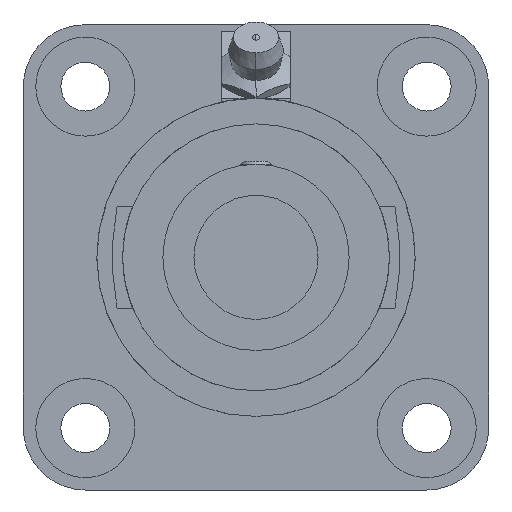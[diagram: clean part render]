
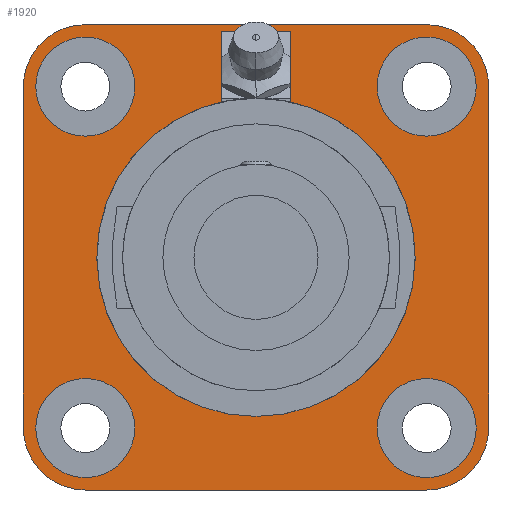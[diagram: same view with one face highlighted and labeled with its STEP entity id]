
A CAD part, front view. The second image highlights one B-rep face of the part: STEP entity #1920.
In plain terms, the highlighted planar face has unit normal (0, -1, 0).
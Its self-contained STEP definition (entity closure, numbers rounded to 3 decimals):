
#1239=CARTESIAN_POINT('POINT90',(24.785,-10.16,34.925));
#1240=VERTEX_POINT('VERTEX90',#1239);
#1248=CARTESIAN_POINT('POINT91',(45.065,-10.16,34.925));
#1249=VERTEX_POINT('VERTEX91',#1248);
#1256=CARTESIAN_POINT('POS116',(34.925,-10.16,34.925));
#1257=DIRECTION('DIR182',(0.,1.,
   0.));
#1258=DIRECTION('DIR183',(-1.,0.,0.));
#1259=AXIS2_PLACEMENT_3D('AXIS67',#1256,#1257,#1258);
#1260=CIRCLE('ELLIPSE38',#1259,10.14);
#1261=EDGE_CURVE('EDGE125',#1240,#1249,#1260,.T.);
#1272=EDGE_CURVE('EDGE126',#1249,#1240,#1260,.T.);
#1279=CARTESIAN_POINT('POINT92',(34.925,-10.16,-24.785));
#1280=VERTEX_POINT('VERTEX92',#1279);
#1288=CARTESIAN_POINT('POINT93',(34.925,-10.16,-45.065));
#1289=VERTEX_POINT('VERTEX93',#1288);
#1296=CARTESIAN_POINT('POS120',(34.925,-10.16,-34.925));
#1297=DIRECTION('DIR188',(0.,1.,
   0.));
#1298=DIRECTION('DIR189',(0.,0.,1.));
#1299=AXIS2_PLACEMENT_3D('AXIS69',#1296,#1297,#1298);
#1300=CIRCLE('ELLIPSE39',#1299,10.14);
#1301=EDGE_CURVE('EDGE129',#1280,#1289,#1300,.T.);
#1312=EDGE_CURVE('EDGE130',#1289,#1280,#1300,.T.);
#1319=CARTESIAN_POINT('POINT94',(-24.785,-10.16,-34.925))
   ;
#1320=VERTEX_POINT('VERTEX94',#1319);
#1328=CARTESIAN_POINT('POINT95',(-45.065,-10.16,-34.925))
   ;
#1329=VERTEX_POINT('VERTEX95',#1328);
#1336=CARTESIAN_POINT('POS124',(-34.925,-10.16,-34.925));
#1337=DIRECTION('DIR194',(0.,1.,
   0.));
#1338=DIRECTION('DIR195',(1.,0.,0.));
#1339=AXIS2_PLACEMENT_3D('AXIS71',#1336,#1337,#1338);
#1340=CIRCLE('ELLIPSE40',#1339,10.14);
#1341=EDGE_CURVE('EDGE133',#1320,#1329,#1340,.T.);
#1352=EDGE_CURVE('EDGE134',#1329,#1320,#1340,.T.);
#1359=CARTESIAN_POINT('POINT96',(-34.925,-10.16,24.785));
#1360=VERTEX_POINT('VERTEX96',#1359);
#1368=CARTESIAN_POINT('POINT97',(-34.925,-10.16,45.065));
#1369=VERTEX_POINT('VERTEX97',#1368);
#1376=CARTESIAN_POINT('POS128',(-34.925,-10.16,34.925));
#1377=DIRECTION('DIR200',(0.,1.,
   0.));
#1378=DIRECTION('DIR201',(0.,0.,-1.));
#1379=AXIS2_PLACEMENT_3D('AXIS73',#1376,#1377,#1378);
#1380=CIRCLE('ELLIPSE41',#1379,10.14);
#1381=EDGE_CURVE('EDGE137',#1360,#1369,#1380,.T.);
#1392=EDGE_CURVE('EDGE138',#1369,#1360,#1380,.T.);
#1400=CARTESIAN_POINT('POINT98',(6.985,-10.16,46.172));
#1401=VERTEX_POINT('VERTEX98',#1400);
#1404=CARTESIAN_POINT('POINT99',(-6.985,-10.16,46.172));
#1405=VERTEX_POINT('VERTEX99',#1404);
#1406=CARTESIAN_POINT('POS130',(-3.493,-10.16,46.172));
#1407=DIRECTION('DIR204',(1.,0.,
   0.));
#1408=VECTOR('VEC56',#1407,25.4);
#1409=LINE('STRAIGHT56',#1406,#1408);
#1410=EDGE_CURVE('EDGE140',#1405,#1401,#1409,.T.);
#1422=CARTESIAN_POINT('POINT100',(-34.925,-10.16,47.6));
#1423=VERTEX_POINT('VERTEX100',#1422);
#1424=CARTESIAN_POINT('POINT101',(34.925,-10.16,47.6));
#1425=VERTEX_POINT('VERTEX101',#1424);
#1426=CARTESIAN_POINT('POS131',(-34.925,-10.16,47.6));
#1427=DIRECTION('DIR205',(1.,0.,0.));
#1428=VECTOR('VEC57',#1427,1.);
#1429=LINE('STRAIGHT57',#1426,#1428);
#1430=EDGE_CURVE('EDGE142',#1423,#1425,#1429,.T.);
#1453=CARTESIAN_POINT('POINT102',(47.6,-10.16,34.925));
#1454=VERTEX_POINT('VERTEX102',#1453);
#1455=CARTESIAN_POINT('POS135',(34.925,-10.16,34.925));
#1456=DIRECTION('DIR210',(0.,1.,
   0.));
#1457=DIRECTION('DIR211',(0.,0.,
   1.));
#1458=AXIS2_PLACEMENT_3D('AXIS76',#1455,#1456,#1457);
#1459=CIRCLE('ELLIPSE42',#1458,12.675);
#1460=EDGE_CURVE('EDGE145',#1425,#1454,#1459,.T.);
#1478=CARTESIAN_POINT('POINT103',(47.6,-10.16,-34.925));
#1479=VERTEX_POINT('VERTEX103',#1478);
#1480=CARTESIAN_POINT('POS138',(47.6,-10.16,34.925));
#1481=DIRECTION('DIR215',(0.,0.,
   -1.));
#1482=VECTOR('VEC61',#1481,1.);
#1483=LINE('STRAIGHT61',#1480,#1482);
#1484=EDGE_CURVE('EDGE147',#1454,#1479,#1483,.T.);
#1502=CARTESIAN_POINT('POINT104',(34.925,-10.16,-47.6));
#1503=VERTEX_POINT('VERTEX104',#1502);
#1504=CARTESIAN_POINT('POS141',(34.925,-10.16,-34.925));
#1505=DIRECTION('DIR219',(0.,1.,
   0.));
#1506=DIRECTION('DIR220',(1.,0.,
   0.));
#1507=AXIS2_PLACEMENT_3D('AXIS79',#1504,#1505,#1506);
#1508=CIRCLE('ELLIPSE43',#1507,12.675);
#1509=EDGE_CURVE('EDGE149',#1479,#1503,#1508,.T.);
#1527=CARTESIAN_POINT('POINT105',(-34.925,-10.16,-47.6));
#1528=VERTEX_POINT('VERTEX105',#1527);
#1529=CARTESIAN_POINT('POS144',(34.925,-10.16,-47.6));
#1530=DIRECTION('DIR224',(-1.,0.,
   0.));
#1531=VECTOR('VEC64',#1530,1.);
#1532=LINE('STRAIGHT64',#1529,#1531);
#1533=EDGE_CURVE('EDGE151',#1503,#1528,#1532,.T.);
#1551=CARTESIAN_POINT('POINT106',(-47.6,-10.16,-34.925));
#1552=VERTEX_POINT('VERTEX106',#1551);
#1553=CARTESIAN_POINT('POS147',(-34.925,-10.16,-34.925));
#1554=DIRECTION('DIR228',(0.,1.,
   0.));
#1555=DIRECTION('DIR229',(0.,0.,
   -1.));
#1556=AXIS2_PLACEMENT_3D('AXIS82',#1553,#1554,#1555);
#1557=CIRCLE('ELLIPSE44',#1556,12.675);
#1558=EDGE_CURVE('EDGE153',#1528,#1552,#1557,.T.);
#1576=CARTESIAN_POINT('POINT107',(-47.6,-10.16,34.925));
#1577=VERTEX_POINT('VERTEX107',#1576);
#1578=CARTESIAN_POINT('POS150',(-47.6,-10.16,
   0.));
#1579=DIRECTION('DIR233',(0.,0.,
   1.));
#1580=VECTOR('VEC67',#1579,1.);
#1581=LINE('STRAIGHT67',#1578,#1580);
#1582=EDGE_CURVE('EDGE155',#1552,#1577,#1581,.T.);
#1600=CARTESIAN_POINT('POS153',(-34.925,-10.16,34.925));
#1601=DIRECTION('DIR237',(0.,1.,
   0.));
#1602=DIRECTION('DIR238',(-1.,0.,0.));
#1603=AXIS2_PLACEMENT_3D('AXIS85',#1600,#1601,#1602);
#1604=CIRCLE('ELLIPSE45',#1603,12.675);
#1605=EDGE_CURVE('EDGE157',#1577,#1423,#1604,.T.);
#1629=CARTESIAN_POINT('POINT108',(-6.985,-10.16,
   31.792));
#1630=VERTEX_POINT('VERTEX108',#1629);
#1631=CARTESIAN_POINT('POS156',(-6.985,-10.16,
   10.517));
#1632=DIRECTION('DIR242',(0.,0.,1.));
#1633=VECTOR('VEC70',#1632,25.4);
#1634=LINE('STRAIGHT70',#1631,#1633);
#1635=EDGE_CURVE('EDGE159',#1630,#1405,#1634,.T.);
#1850=CARTESIAN_POINT('POINT120',(6.985,-10.16,
   31.792));
#1851=VERTEX_POINT('VERTEX120',#1850);
#1858=CARTESIAN_POINT('POS174',(6.985,-10.16,
   10.517));
#1859=DIRECTION('DIR270',(0.,0.,-1.));
#1860=VECTOR('VEC78',#1859,25.4);
#1861=LINE('STRAIGHT78',#1858,#1860);
#1862=EDGE_CURVE('EDGE181',#1401,#1851,#1861,.T.);
#1873=ORIENTED_EDGE('COEDGE334',*,*,#1605,.F.);
#1874=ORIENTED_EDGE('COEDGE335',*,*,#1582,.F.);
#1875=ORIENTED_EDGE('COEDGE336',*,*,#1558,.F.);
#1876=ORIENTED_EDGE('COEDGE337',*,*,#1533,.F.);
#1877=ORIENTED_EDGE('COEDGE338',*,*,#1509,.F.);
#1878=ORIENTED_EDGE('COEDGE339',*,*,#1484,.F.);
#1879=ORIENTED_EDGE('COEDGE340',*,*,#1460,.F.);
#1880=ORIENTED_EDGE('COEDGE341',*,*,#1430,.F.);
#1881=EDGE_LOOP('NONE',(#1873,#1874,#1875,#1876,#1877,#1878,#1879,#1880)
   );
#1882=FACE_BOUND('LOOP1',#1881,.T.);
#1883=CARTESIAN_POINT('POINT121',(0.,-10.16,
   -32.55));
#1884=VERTEX_POINT('VERTEX121',#1883);
#1885=CARTESIAN_POINT('POS176',(0.,-10.16,
   0.));
#1886=DIRECTION('DIR273',(0.,1.,
   0.));
#1887=DIRECTION('DIR274',(0.,0.,
   -1.));
#1888=AXIS2_PLACEMENT_3D('AXIS98',#1885,#1886,#1887);
#1889=CIRCLE('ELLIPSE51',#1888,32.55);
#1890=EDGE_CURVE('EDGE182',#1851,#1884,#1889,.T.);
#1891=ORIENTED_EDGE('COEDGE342',*,*,#1890,.T.);
#1892=EDGE_CURVE('EDGE183',#1884,#1630,#1889,.T.);
#1893=ORIENTED_EDGE('COEDGE343',*,*,#1892,.T.);
#1894=ORIENTED_EDGE('COEDGE344',*,*,#1635,.T.);
#1895=ORIENTED_EDGE('COEDGE345',*,*,#1410,.T.);
#1896=ORIENTED_EDGE('COEDGE346',*,*,#1862,.T.);
#1897=EDGE_LOOP('NONE',(#1891,#1893,#1894,#1895,#1896));
#1898=FACE_BOUND('LOOP1',#1897,.T.);
#1899=ORIENTED_EDGE('COEDGE347',*,*,#1392,.T.);
#1900=ORIENTED_EDGE('COEDGE348',*,*,#1381,.T.);
#1901=EDGE_LOOP('NONE',(#1899,#1900));
#1902=FACE_BOUND('LOOP1',#1901,.T.);
#1903=ORIENTED_EDGE('COEDGE349',*,*,#1352,.T.);
#1904=ORIENTED_EDGE('COEDGE350',*,*,#1341,.T.);
#1905=EDGE_LOOP('NONE',(#1903,#1904));
#1906=FACE_BOUND('LOOP1',#1905,.T.);
#1907=ORIENTED_EDGE('COEDGE351',*,*,#1312,.T.);
#1908=ORIENTED_EDGE('COEDGE352',*,*,#1301,.T.);
#1909=EDGE_LOOP('NONE',(#1907,#1908));
#1910=FACE_BOUND('LOOP1',#1909,.T.);
#1911=ORIENTED_EDGE('COEDGE353',*,*,#1272,.T.);
#1912=ORIENTED_EDGE('COEDGE354',*,*,#1261,.T.);
#1913=EDGE_LOOP('NONE',(#1911,#1912));
#1914=FACE_BOUND('LOOP1',#1913,.T.);
#1915=CARTESIAN_POINT('POS177',(0.,-10.16,
   0.));
#1916=DIRECTION('DIR275',(0.,-1.,
   0.));
#1917=DIRECTION('DIR276',(1.,0.,
   0.));
#1918=AXIS2_PLACEMENT_3D('AXIS99',#1915,#1916,#1917);
#1919=PLANE('PLANE26',#1918);
#1920=ADVANCED_FACE('FACE70',(#1882,#1898,#1902,#1906,#1910,#1914),#1919
   ,.T.);
